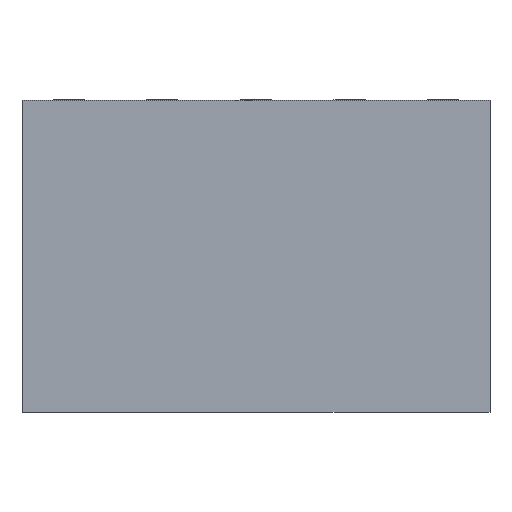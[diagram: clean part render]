
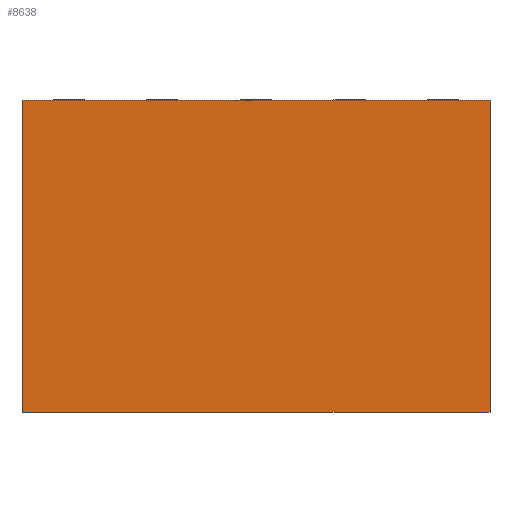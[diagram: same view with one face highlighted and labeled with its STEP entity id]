
A CAD part, left-side view. The second image highlights one B-rep face of the part: STEP entity #8638.
In plain terms, the highlighted planar face has unit normal (-1, 0, 0).
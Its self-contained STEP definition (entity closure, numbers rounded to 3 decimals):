
#1740=ORIENTED_EDGE('',*,*,#3650,.T.);
#1741=ORIENTED_EDGE('',*,*,#3654,.T.);
#1742=ORIENTED_EDGE('',*,*,#3663,.T.);
#1743=ORIENTED_EDGE('',*,*,#3665,.T.);
#3650=EDGE_CURVE('',#4726,#4725,#5644,.T.);
#3654=EDGE_CURVE('',#4725,#4728,#5648,.T.);
#3663=EDGE_CURVE('',#4728,#4731,#5657,.T.);
#3665=EDGE_CURVE('',#4731,#4726,#5659,.T.);
#4725=VERTEX_POINT('',#15082);
#4726=VERTEX_POINT('',#15084);
#4728=VERTEX_POINT('',#15091);
#4731=VERTEX_POINT('',#15103);
#5644=LINE('',#15083,#6650);
#5648=LINE('',#15090,#6654);
#5657=LINE('',#15104,#6663);
#5659=LINE('',#15107,#6665);
#6650=VECTOR('',#12529,1000.);
#6654=VECTOR('',#12535,1000.);
#6663=VECTOR('',#12546,1000.);
#6665=VECTOR('',#12550,1000.);
#7390=EDGE_LOOP('',(#1740,#1741,#1742,#1743));
#7858=FACE_BOUND('',#7390,.T.);
#8249=PLANE('',#10947);
#8638=ADVANCED_FACE('',(#7858),#8249,.T.);
#10947=AXIS2_PLACEMENT_3D('',#15110,#12554,#12555);
#12529=DIRECTION('',(0.,1.,0.));
#12535=DIRECTION('',(0.,0.,-1.));
#12546=DIRECTION('',(0.,-1.,0.));
#12550=DIRECTION('',(0.,0.,1.));
#12554=DIRECTION('',(-1.,0.,0.));
#12555=DIRECTION('',(0.,-1.,0.));
#15082=CARTESIAN_POINT('',(0.,1.5,1.));
#15083=CARTESIAN_POINT('',(0.,-1.5,1.));
#15084=CARTESIAN_POINT('',(0.,-1.5,1.));
#15090=CARTESIAN_POINT('',(0.,1.5,1.));
#15091=CARTESIAN_POINT('',(0.,1.5,-1.));
#15103=CARTESIAN_POINT('',(0.,-1.5,-1.));
#15104=CARTESIAN_POINT('',(0.,1.5,-1.));
#15107=CARTESIAN_POINT('',(0.,-1.5,-1.));
#15110=CARTESIAN_POINT('',(0.,0.,0.));
